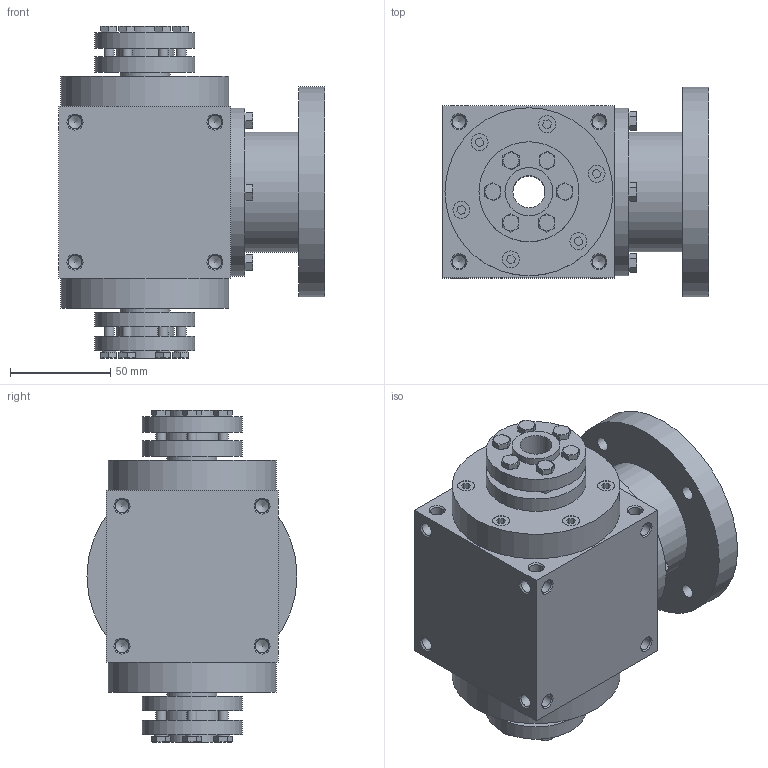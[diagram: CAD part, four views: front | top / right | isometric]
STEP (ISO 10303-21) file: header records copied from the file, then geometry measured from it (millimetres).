
FILE_DESCRIPTION( ( 'STEP AP214' ), '1' );
FILE_NAME( 'MRA86_MC2_R.1_2_71_B14.stp', '2018-08-16T07:07:18', ( '' ), ( '' ), ' ', 'PARTsolutions', ' ' );
FILE_SCHEMA( ( 'AUTOMOTIVE_DESIGN { 1 0 10303 214 1 1 1 1 }' ) );
Length unit declared in the file: millimetre
Products named in the file (5): MRA86_MC2_R.1/2_71/B14; _MRA8620-case; _MRX86_4-flange; _86-fl_screw; _RA86-shrink_disk
Assembly tree (8 placements, depth 2):
  MRA86_MC2_R.1/2_71/B14
    _MRA8620-case
    _MRX86_4-flange
    _86-fl_screw  x4
    _RA86-shrink_disk  x2
Bounding box: 133 x 105 x 166 mm (x, y, z)
Volume: 1025834.3 mm3; surface area: 133497.4 mm2
Topology: 8 solids, 8 shells, 511 faces, 1259 edges, 797 vertices
Faces by surface type: plane 256, cone 144, cylinder 111
Full cylindrical faces by diameter (mm): 5 x12, 6.647 x48, 6.88 x12, 7 x4, 8.5 x12, 16 x2, 18 x1, 24 x5, 25 x2, 29 x2, 50 x4, 60 x1, 70 x1, 84 x3, 105 x1
Entity records: 13006 total; most frequent: CARTESIAN_POINT 1986, DIRECTION 1678, ORIENTED_EDGE 1420, EDGE_CURVE 710, AXIS2_PLACEMENT_3D 678, EDGE_LOOP 582, VERTEX_POINT 538, FACE_OUTER_BOUND 459
